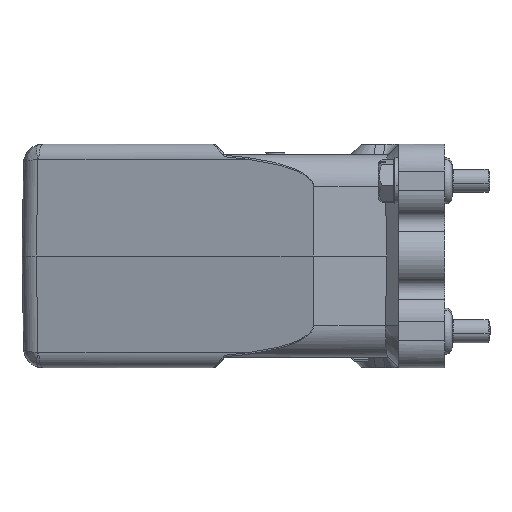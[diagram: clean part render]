
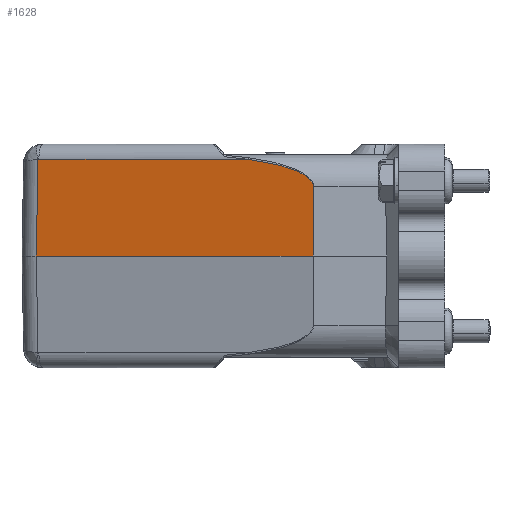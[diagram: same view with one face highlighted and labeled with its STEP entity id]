
A CAD part, left-side view. The second image highlights one B-rep face of the part: STEP entity #1628.
In plain terms, the highlighted planar face has unit normal (-0.966, 0.259, 0.018).
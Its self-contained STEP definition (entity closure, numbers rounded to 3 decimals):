
#867=FACE_OUTER_BOUND('',#3241,.T.);
#1628=ADVANCED_FACE('NONE',(#867),#1951,.T.);
#1951=PLANE('',#11130);
#2561=B_SPLINE_CURVE_WITH_KNOTS('',3,(#19212,#19213,#19214,#19215,#19216,
#19217,#19218,#19219,#19220,#19221,#19222,#19223,#19224,#19225,#19226,#19227,
#19228,#19229,#19230,#19231,#19232,#19233,#19234,#19235,#19236,#19237,#19238,
#19239,#19240,#19241,#19242,#19243,#19244,#19245,#19246,#19247,#19248,#19249,
#19250,#19251,#19252,#19253,#19254,#19255,#19256,#19257,#19258,#19259,#19260,
#19261,#19262,#19263,#19264,#19265,#19266,#19267,#19268,#19269,#19270,#19271),
 .UNSPECIFIED.,.F.,.F.,(4,2,2,2,1,1,1,1,1,2,2,2,2,1,1,1,1,1,2,2,2,2,2,1,
1,1,1,1,1,2,2,2,2,2,2,2,2,4),(0.,0.063,0.094,
0.109,0.117,0.121,0.123,
0.124,0.125,0.125,0.125,
0.188,0.219,0.234,0.242,
0.246,0.248,0.249,0.25,
0.25,0.375,0.438,0.469,
0.484,0.492,0.496,0.498,
0.499,0.5,0.5,0.5,
0.625,0.688,0.75,0.813,
0.875,0.938,1.),.UNSPECIFIED.);
#2607=B_SPLINE_CURVE_WITH_KNOTS('',3,(#19948,#19949,#19950,#19951),
 .UNSPECIFIED.,.F.,.F.,(4,4),(0.,1.),.UNSPECIFIED.);
#2608=B_SPLINE_CURVE_WITH_KNOTS('',3,(#19954,#19955,#19956,#19957,#19958,
#19959,#19960),.UNSPECIFIED.,.F.,.F.,(4,3,4),(0.,0.01,1.),
 .UNSPECIFIED.);
#3241=EDGE_LOOP('',(#5605,#5606,#5607,#5608,#5609,#5610));
#5605=ORIENTED_EDGE('',*,*,#8763,.F.);
#5606=ORIENTED_EDGE('',*,*,#8764,.T.);
#5607=ORIENTED_EDGE('',*,*,#8741,.F.);
#5608=ORIENTED_EDGE('',*,*,#8695,.F.);
#5609=ORIENTED_EDGE('',*,*,#8688,.F.);
#5610=ORIENTED_EDGE('',*,*,#8765,.T.);
#7335=VERTEX_POINT('',#19207);
#7336=VERTEX_POINT('',#19211);
#7339=VERTEX_POINT('',#19371);
#7367=VERTEX_POINT('',#19701);
#7377=VERTEX_POINT('',#19952);
#7378=VERTEX_POINT('',#19953);
#8688=EDGE_CURVE('NONE',#7336,#7335,#2561,.T.);
#8695=EDGE_CURVE('NONE',#7335,#7339,#9617,.T.);
#8741=EDGE_CURVE('NONE',#7339,#7367,#9636,.T.);
#8763=EDGE_CURVE('NONE',#7377,#7378,#2607,.T.);
#8764=EDGE_CURVE('NONE',#7377,#7367,#2608,.T.);
#8765=EDGE_CURVE('NONE',#7336,#7378,#9641,.T.);
#9617=LINE('',#19374,#10339);
#9636=LINE('',#19700,#10358);
#9641=LINE('',#19961,#10363);
#10339=VECTOR('',#12710,1.);
#10358=VECTOR('',#12759,1.);
#10363=VECTOR('',#12784,1.);
#11130=AXIS2_PLACEMENT_3D('',#19962,#12785,#12786);
#12710=DIRECTION('',(-0.017,0.002,-1.));
#12759=DIRECTION('',(0.259,0.966,0.));
#12784=DIRECTION('',(0.259,0.966,0.));
#12785=DIRECTION('',(-0.966,0.259,0.017));
#12786=DIRECTION('',(-0.259,-0.966,0.));
#19207=CARTESIAN_POINT('',(-61.17,34.448,17.948));
#19211=CARTESIAN_POINT('',(-56.529,51.287,25.07));
#19212=CARTESIAN_POINT('',(-56.529,51.287,25.07));
#19213=CARTESIAN_POINT('',(-56.565,51.153,25.053));
#19214=CARTESIAN_POINT('',(-56.637,50.889,25.02));
#19215=CARTESIAN_POINT('',(-56.796,50.298,24.94));
#19216=CARTESIAN_POINT('',(-56.859,50.068,24.909));
#19217=CARTESIAN_POINT('',(-56.965,49.676,24.852));
#19218=CARTESIAN_POINT('',(-57.002,49.537,24.832));
#19219=CARTESIAN_POINT('',(-57.062,49.316,24.799));
#19220=CARTESIAN_POINT('',(-57.093,49.203,24.782));
#19221=CARTESIAN_POINT('',(-57.13,49.066,24.761));
#19222=CARTESIAN_POINT('',(-57.149,48.996,24.75));
#19223=CARTESIAN_POINT('',(-57.158,48.96,24.744));
#19224=CARTESIAN_POINT('',(-57.163,48.943,24.741));
#19225=CARTESIAN_POINT('',(-57.165,48.935,24.74));
#19226=CARTESIAN_POINT('',(-57.167,48.93,24.739));
#19227=CARTESIAN_POINT('',(-57.168,48.926,24.739));
#19228=CARTESIAN_POINT('',(-57.254,48.608,24.689));
#19229=CARTESIAN_POINT('',(-57.35,48.253,24.632));
#19230=CARTESIAN_POINT('',(-57.509,47.665,24.53));
#19231=CARTESIAN_POINT('',(-57.565,47.46,24.494));
#19232=CARTESIAN_POINT('',(-57.652,47.138,24.436));
#19233=CARTESIAN_POINT('',(-57.697,46.974,24.406));
#19234=CARTESIAN_POINT('',(-57.75,46.776,24.368));
#19235=CARTESIAN_POINT('',(-57.778,46.676,24.349));
#19236=CARTESIAN_POINT('',(-57.791,46.625,24.339));
#19237=CARTESIAN_POINT('',(-57.798,46.6,24.335));
#19238=CARTESIAN_POINT('',(-57.801,46.589,24.332));
#19239=CARTESIAN_POINT('',(-57.803,46.581,24.331));
#19240=CARTESIAN_POINT('',(-57.805,46.576,24.33));
#19241=CARTESIAN_POINT('',(-57.97,45.969,24.213));
#19242=CARTESIAN_POINT('',(-58.157,45.277,24.07));
#19243=CARTESIAN_POINT('',(-58.474,44.115,23.8));
#19244=CARTESIAN_POINT('',(-58.585,43.706,23.7));
#19245=CARTESIAN_POINT('',(-58.76,43.063,23.533));
#19246=CARTESIAN_POINT('',(-58.82,42.844,23.474));
#19247=CARTESIAN_POINT('',(-58.912,42.508,23.38));
#19248=CARTESIAN_POINT('',(-58.958,42.338,23.332));
#19249=CARTESIAN_POINT('',(-59.013,42.137,23.274));
#19250=CARTESIAN_POINT('',(-59.041,42.035,23.244));
#19251=CARTESIAN_POINT('',(-59.055,41.984,23.229));
#19252=CARTESIAN_POINT('',(-59.062,41.959,23.221));
#19253=CARTESIAN_POINT('',(-59.066,41.946,23.217));
#19254=CARTESIAN_POINT('',(-59.067,41.94,23.216));
#19255=CARTESIAN_POINT('',(-59.068,41.937,23.215));
#19256=CARTESIAN_POINT('',(-59.068,41.936,23.214));
#19257=CARTESIAN_POINT('',(-59.487,40.402,22.757));
#19258=CARTESIAN_POINT('',(-59.848,39.091,22.257));
#19259=CARTESIAN_POINT('',(-60.295,37.476,21.461));
#19260=CARTESIAN_POINT('',(-60.428,36.996,21.188));
#19261=CARTESIAN_POINT('',(-60.662,36.162,20.632));
#19262=CARTESIAN_POINT('',(-60.762,35.807,20.349));
#19263=CARTESIAN_POINT('',(-60.927,35.228,19.789));
#19264=CARTESIAN_POINT('',(-60.992,35.006,19.511));
#19265=CARTESIAN_POINT('',(-61.087,34.686,18.994));
#19266=CARTESIAN_POINT('',(-61.117,34.59,18.755));
#19267=CARTESIAN_POINT('',(-61.154,34.478,18.363));
#19268=CARTESIAN_POINT('',(-61.162,34.461,18.209));
#19269=CARTESIAN_POINT('',(-61.169,34.447,18.003));
#19270=CARTESIAN_POINT('',(-61.17,34.448,17.95));
#19271=CARTESIAN_POINT('',(-61.17,34.448,17.948));
#19371=CARTESIAN_POINT('',(-61.483,34.49,0.));
#19374=CARTESIAN_POINT('',(-61.164,34.448,18.272));
#19700=CARTESIAN_POINT('',(-41.25,110.,0.));
#19701=CARTESIAN_POINT('',(-42.243,106.295,0.));
#19948=CARTESIAN_POINT('',(-41.907,105.857,25.04));
#19949=CARTESIAN_POINT('',(-41.928,105.778,25.06));
#19950=CARTESIAN_POINT('',(-41.95,105.697,25.07));
#19951=CARTESIAN_POINT('',(-41.972,105.615,25.07));
#19952=CARTESIAN_POINT('',(-41.907,105.857,25.04));
#19953=CARTESIAN_POINT('',(-41.972,105.615,25.07));
#19954=CARTESIAN_POINT('',(-41.904,105.853,25.29));
#19955=CARTESIAN_POINT('',(-41.905,105.854,25.207));
#19956=CARTESIAN_POINT('',(-41.906,105.856,25.124));
#19957=CARTESIAN_POINT('',(-41.908,105.857,25.04));
#19958=CARTESIAN_POINT('',(-42.019,106.003,16.693));
#19959=CARTESIAN_POINT('',(-42.131,106.149,8.347));
#19960=CARTESIAN_POINT('',(-42.243,106.295,0.));
#19961=CARTESIAN_POINT('',(-40.827,109.887,25.07));
#19962=CARTESIAN_POINT('',(-41.25,110.,0.));
